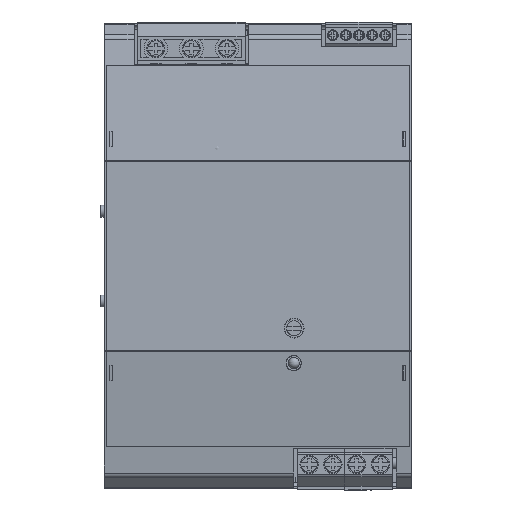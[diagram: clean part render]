
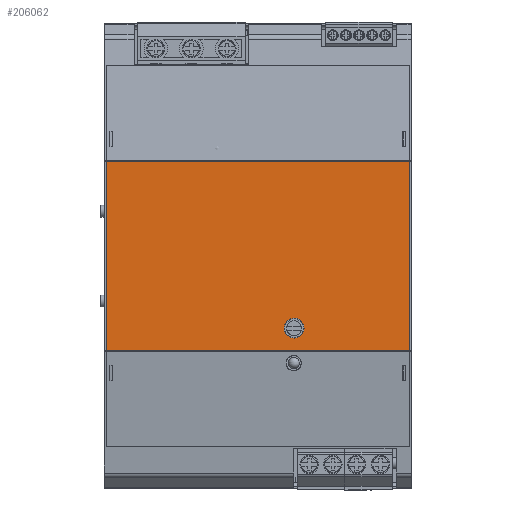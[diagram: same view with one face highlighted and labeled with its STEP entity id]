
A CAD part, front view. The second image highlights one B-rep face of the part: STEP entity #206062.
In plain terms, the highlighted planar face has unit normal (0, -1, 0).
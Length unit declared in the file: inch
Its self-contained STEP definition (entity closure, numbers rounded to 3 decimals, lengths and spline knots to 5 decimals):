
#3740 = CARTESIAN_POINT ( 'NONE',  ( -1.59633, -2.17169, 0.99691 ) ) ;
#11828 = CARTESIAN_POINT ( 'NONE',  ( -1.59633, -2.17169, 0.99691 ) ) ;
#15835 = EDGE_CURVE ( 'NONE', #227510, #227510, #56157, .T. ) ;
#18325 = DIRECTION ( 'NONE',  ( -1., 0., 0. ) ) ;
#25654 = ORIENTED_EDGE ( 'NONE', *, *, #98070, .T. ) ;
#36567 = EDGE_CURVE ( 'NONE', #97666, #130138, #100960, .T. ) ;
#37236 = LINE ( 'NONE', #11828, #211192 ) ;
#45326 = CARTESIAN_POINT ( 'NONE',  ( 1.59264, -2.17169, 0.99691 ) ) ;
#45824 = DIRECTION ( 'NONE',  ( 0., 0., -1. ) ) ;
#56157 = CIRCLE ( 'NONE', #105345, 0.105 ) ;
#61275 = CARTESIAN_POINT ( 'NONE',  ( 1.59264, -2.17169, 0.99691 ) ) ;
#65775 = EDGE_CURVE ( 'NONE', #74432, #130138, #37236, .T. ) ;
#70506 = EDGE_CURVE ( 'NONE', #118052, #97666, #84070, .T. ) ;
#72213 = LINE ( 'NONE', #45326, #207430 ) ;
#72348 = ORIENTED_EDGE ( 'NONE', *, *, #36567, .F. ) ;
#74432 = VERTEX_POINT ( 'NONE', #3740 ) ;
#77584 = DIRECTION ( 'NONE',  ( 0., 1., 0. ) ) ;
#79572 = CARTESIAN_POINT ( 'NONE',  ( 1.59264, -2.17169, -0.99691 ) ) ;
#80296 = DIRECTION ( 'NONE',  ( -1., 0., 0. ) ) ;
#81387 = VECTOR ( 'NONE', #88484, 39.37008 ) ;
#84070 = LINE ( 'NONE', #191726, #81387 ) ;
#84356 = CARTESIAN_POINT ( 'NONE',  ( 0.38264, -2.17169, -0.65307 ) ) ;
#88484 = DIRECTION ( 'NONE',  ( 0., 0., -1. ) ) ;
#94058 = CARTESIAN_POINT ( 'NONE',  ( 1.59264, -2.17169, -0.99691 ) ) ;
#97666 = VERTEX_POINT ( 'NONE', #94058 ) ;
#98070 = EDGE_CURVE ( 'NONE', #118052, #74432, #72213, .T. ) ;
#99671 = EDGE_LOOP ( 'NONE', ( #221064 ) ) ;
#100960 = LINE ( 'NONE', #79572, #114885 ) ;
#101043 = FACE_BOUND ( 'NONE', #99671, .T. ) ;
#105308 = CARTESIAN_POINT ( 'NONE',  ( 1.59264, -2.17169, 0.99691 ) ) ;
#105345 = AXIS2_PLACEMENT_3D ( 'NONE', #150756, #77584, #200848 ) ;
#106030 = ORIENTED_EDGE ( 'NONE', *, *, #65775, .T. ) ;
#112285 = PLANE ( 'NONE',  #210843 ) ;
#113036 = DIRECTION ( 'NONE',  ( 0., 0., 1. ) ) ;
#114885 = VECTOR ( 'NONE', #80296, 39.37008 ) ;
#118052 = VERTEX_POINT ( 'NONE', #105308 ) ;
#119819 = ORIENTED_EDGE ( 'NONE', *, *, #70506, .F. ) ;
#130138 = VERTEX_POINT ( 'NONE', #134773 ) ;
#134773 = CARTESIAN_POINT ( 'NONE',  ( -1.59633, -2.17169, -0.99691 ) ) ;
#142405 = FACE_OUTER_BOUND ( 'NONE', #221528, .T. ) ;
#150756 = CARTESIAN_POINT ( 'NONE',  ( 0.38264, -2.17169, -0.75807 ) ) ;
#191726 = CARTESIAN_POINT ( 'NONE',  ( 1.59264, -2.17169, 0.99691 ) ) ;
#200848 = DIRECTION ( 'NONE',  ( 0., 0., 1. ) ) ;
#201610 = DIRECTION ( 'NONE',  ( 0., 1., 0. ) ) ;
#206062 = ADVANCED_FACE ( 'NONE', ( #101043, #142405 ), #112285, .F. ) ;
#207430 = VECTOR ( 'NONE', #18325, 39.37008 ) ;
#210843 = AXIS2_PLACEMENT_3D ( 'NONE', #61275, #201610, #113036 ) ;
#211192 = VECTOR ( 'NONE', #45824, 39.37008 ) ;
#221064 = ORIENTED_EDGE ( 'NONE', *, *, #15835, .T. ) ;
#221528 = EDGE_LOOP ( 'NONE', ( #106030, #72348, #119819, #25654 ) ) ;
#227510 = VERTEX_POINT ( 'NONE', #84356 ) ;
